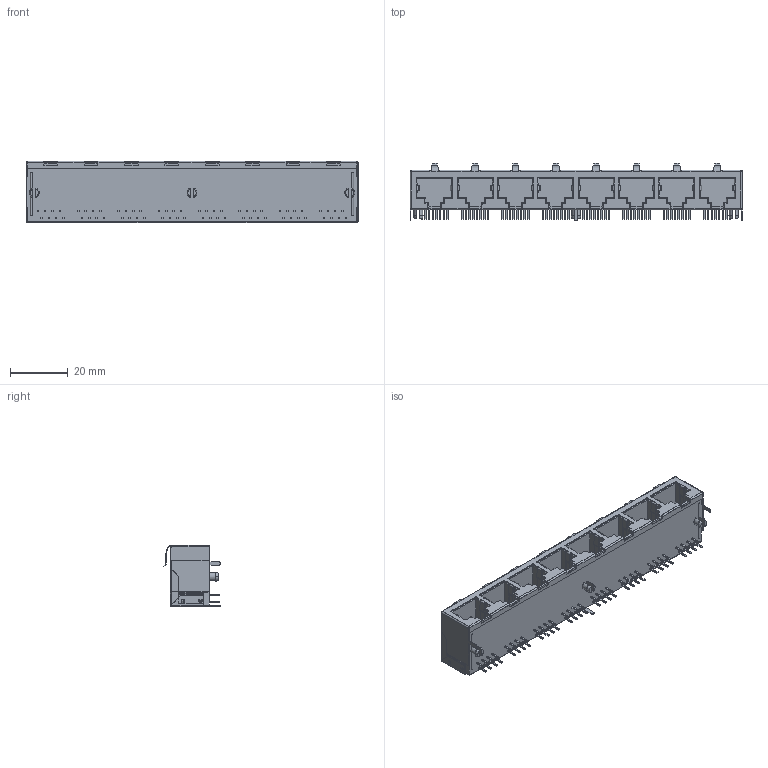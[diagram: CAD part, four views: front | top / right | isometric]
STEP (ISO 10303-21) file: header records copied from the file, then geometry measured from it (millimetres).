
FILE_DESCRIPTION (( 'STEP AP214' ), '1' );
FILE_NAME ('GSGX-NS2-888-457.STEP', '2020-03-31T15:18:47', ( '' ), ( '' ), 'SwSTEP 2.0', 'SolidWorks 2020', '' );
FILE_SCHEMA (( 'AUTOMOTIVE_DESIGN' ));
Length unit declared in the file: millimetre
Products named in the file (1): GSGX-NS2-888-457
Bounding box: 114.94 x 19.75 x 21.27 mm (x, y, z)
Volume: 23430.2 mm3; surface area: 23476.3 mm2
Topology: 4 solids, 4 shells, 1489 faces, 3938 edges, 2491 vertices
Faces by surface type: plane 997, cylinder 480, cone 8, sphere 4
Entity records: 52940 total; most frequent: CARTESIAN_POINT 8779, ORIENTED_EDGE 7868, DIRECTION 7158, EDGE_CURVE 3934, VECTOR 3114, LINE 3114, VERTEX_POINT 2491, AXIS2_PLACEMENT_3D 2022
